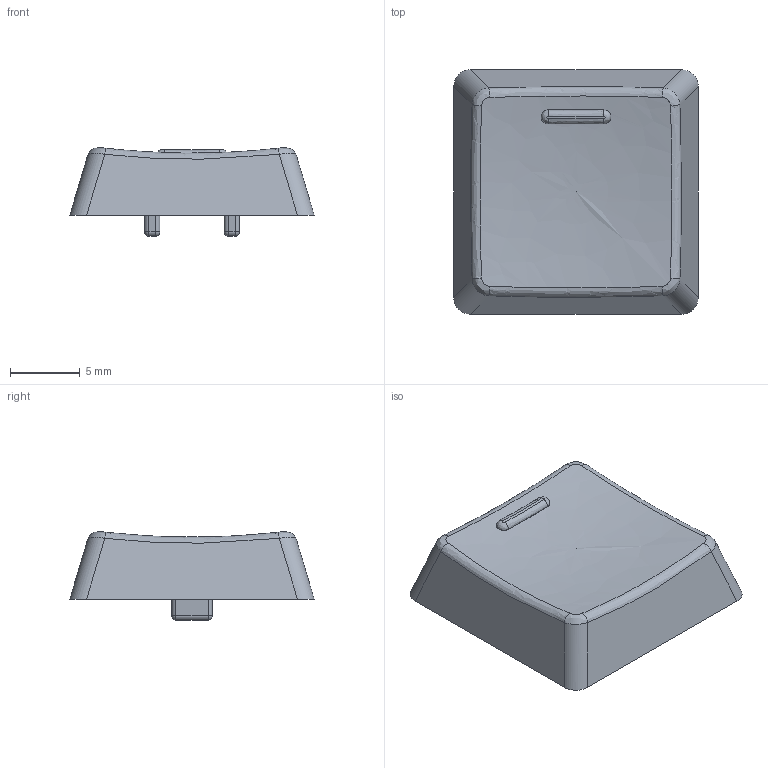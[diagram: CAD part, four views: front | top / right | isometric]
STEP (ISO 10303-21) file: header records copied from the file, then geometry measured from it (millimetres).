
FILE_DESCRIPTION(('HOOPS Exchange Step'),'2;1');
FILE_NAME('temp_export','2025-04-24T14:19:47-04:00',('jscotto'),('Shapr3D Limited'),'HOOPS Exchange 2024.8','Shapr3D','Authorized');
FILE_SCHEMA( ('AP242_MANAGED_MODEL_BASED_3D_ENGINEERING_MIM_LF {1 0 10303 442 1 1 4}') );
Length unit declared in the file: millimetre
Products named in the file (1): 1.00u (18x18 - Homing - Domed)
Bounding box: 17.5 x 17.5 x 6.33 mm (x, y, z)
Volume: 726.8 mm3; surface area: 949.8 mm2
Topology: 1 solids, 1 shells, 66 faces, 155 edges, 86 vertices
Faces by surface type: plane 20, cylinder 20, bspline 18, sphere 8
Entity records: 6151 total; most frequent: CARTESIAN_POINT 4744, ORIENTED_EDGE 292, DIRECTION 264, EDGE_CURVE 146, AXIS2_PLACEMENT_3D 98, VERTEX_POINT 86, EDGE_LOOP 70, FACE_BOUND 70
